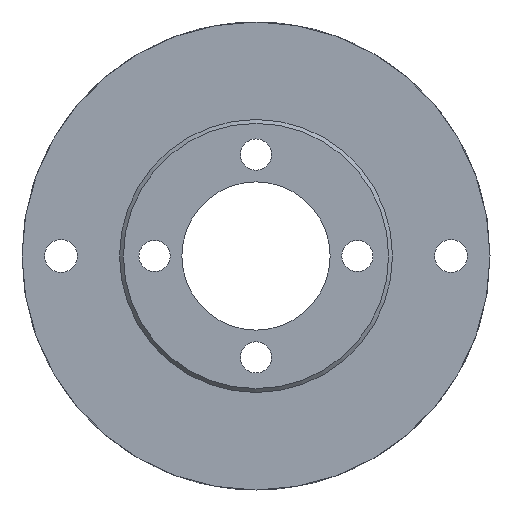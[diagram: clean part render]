
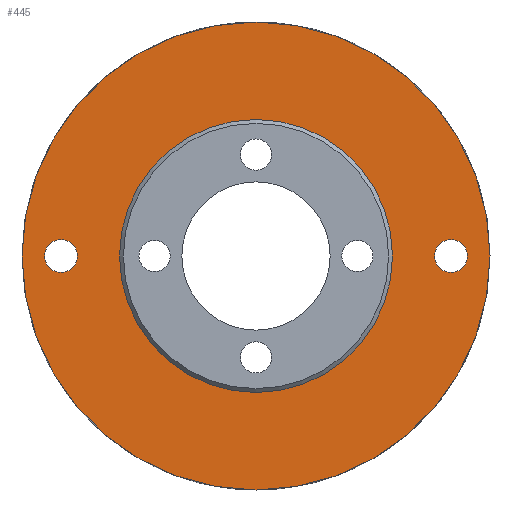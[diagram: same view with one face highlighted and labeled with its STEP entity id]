
A CAD part, front view. The second image highlights one B-rep face of the part: STEP entity #445.
In plain terms, the highlighted planar face has unit normal (0, -1, 0).
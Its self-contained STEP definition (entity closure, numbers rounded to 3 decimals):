
#30=FACE_BOUND('',#101,.T.);
#31=FACE_BOUND('',#102,.T.);
#32=FACE_BOUND('',#103,.T.);
#40=PLANE('',#525);
#63=FACE_OUTER_BOUND('',#100,.T.);
#100=EDGE_LOOP('',(#401));
#101=EDGE_LOOP('',(#402));
#102=EDGE_LOOP('',(#403));
#103=EDGE_LOOP('',(#404));
#154=CIRCLE('',#469,2.1);
#156=CIRCLE('',#472,2.1);
#164=CIRCLE('',#484,30.);
#187=CIRCLE('',#522,17.5);
#190=VERTEX_POINT('',#677);
#192=VERTEX_POINT('',#683);
#204=VERTEX_POINT('',#715);
#227=VERTEX_POINT('',#789);
#231=EDGE_CURVE('',#190,#190,#154,.T.);
#234=EDGE_CURVE('',#192,#192,#156,.T.);
#250=EDGE_CURVE('',#204,#204,#164,.T.);
#285=EDGE_CURVE('',#227,#227,#187,.T.);
#401=ORIENTED_EDGE('',*,*,#250,.F.);
#402=ORIENTED_EDGE('',*,*,#231,.T.);
#403=ORIENTED_EDGE('',*,*,#234,.T.);
#404=ORIENTED_EDGE('',*,*,#285,.T.);
#445=ADVANCED_FACE('',(#63,#30,#31,#32),#40,.F.);
#469=AXIS2_PLACEMENT_3D('',#679,#534,#535);
#472=AXIS2_PLACEMENT_3D('',#685,#541,#542);
#484=AXIS2_PLACEMENT_3D('',#717,#573,#574);
#522=AXIS2_PLACEMENT_3D('',#790,#661,#662);
#525=AXIS2_PLACEMENT_3D('',#795,#668,#669);
#534=DIRECTION('center_axis',(0.,1.,0.));
#535=DIRECTION('ref_axis',(1.,0.,0.));
#541=DIRECTION('center_axis',(0.,1.,0.));
#542=DIRECTION('ref_axis',(1.,0.,0.));
#573=DIRECTION('center_axis',(0.,1.,0.));
#574=DIRECTION('ref_axis',(1.,0.,0.));
#661=DIRECTION('center_axis',(0.,1.,0.));
#662=DIRECTION('ref_axis',(-1.,0.,0.));
#668=DIRECTION('center_axis',(0.,1.,0.));
#669=DIRECTION('ref_axis',(0.,0.,1.));
#677=CARTESIAN_POINT('',(22.9,7.5,0.));
#679=CARTESIAN_POINT('Origin',(25.,7.5,0.));
#683=CARTESIAN_POINT('',(-27.1,7.5,0.));
#685=CARTESIAN_POINT('Origin',(-25.,7.5,0.));
#715=CARTESIAN_POINT('',(-30.,7.5,0.));
#717=CARTESIAN_POINT('Origin',(0.,7.5,0.));
#789=CARTESIAN_POINT('',(17.5,7.5,0.));
#790=CARTESIAN_POINT('Origin',(0.,7.5,0.));
#795=CARTESIAN_POINT('Origin',(0.,7.5,0.));
